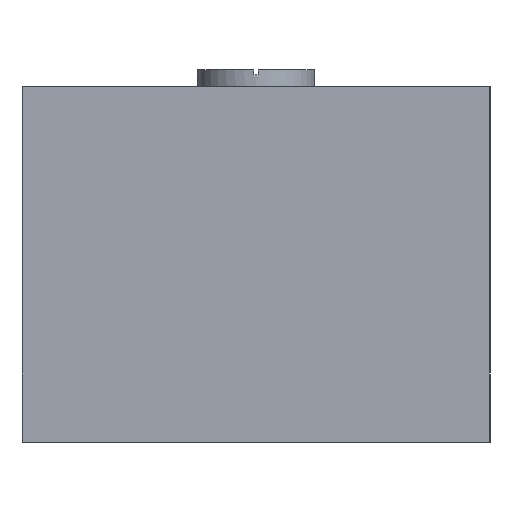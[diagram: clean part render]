
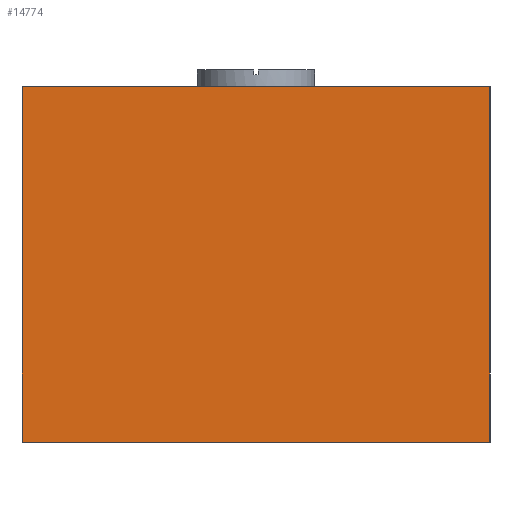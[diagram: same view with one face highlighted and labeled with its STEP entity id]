
A CAD part, left-side view. The second image highlights one B-rep face of the part: STEP entity #14774.
In plain terms, the highlighted planar face has unit normal (-1, 0, 0).
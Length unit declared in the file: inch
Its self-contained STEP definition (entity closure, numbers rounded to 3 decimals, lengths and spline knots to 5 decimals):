
#160 = CARTESIAN_POINT ( 'NONE',  ( -0.9, 0.5, 0.76 ) ) ;
#263 = ORIENTED_EDGE ( 'NONE', *, *, #7865, .T. ) ;
#287 = CARTESIAN_POINT ( 'NONE',  ( -0.9, -0.5, 0.76 ) ) ;
#965 = ORIENTED_EDGE ( 'NONE', *, *, #18012, .T. ) ;
#2209 = VERTEX_POINT ( 'NONE', #20168 ) ;
#2543 = VERTEX_POINT ( 'NONE', #160 ) ;
#2625 = LINE ( 'NONE', #18142, #17718 ) ;
#3403 = LINE ( 'NONE', #13374, #20342 ) ;
#3439 = CARTESIAN_POINT ( 'NONE',  ( -0.9, -0.5, 0.76 ) ) ;
#5129 = VECTOR ( 'NONE', #8075, 39.37008 ) ;
#5362 = VECTOR ( 'NONE', #15252, 39.37008 ) ;
#5667 = CARTESIAN_POINT ( 'NONE',  ( -0.9, -0.5, 0. ) ) ;
#5713 = AXIS2_PLACEMENT_3D ( 'NONE', #3439, #9056, #21006 ) ;
#6526 = VERTEX_POINT ( 'NONE', #20320 ) ;
#7284 = DIRECTION ( 'NONE',  ( 0., 0., -1. ) ) ;
#7451 = PLANE ( 'NONE',  #5713 ) ;
#7865 = EDGE_CURVE ( 'NONE', #6526, #2209, #20170, .T. ) ;
#8075 = DIRECTION ( 'NONE',  ( 0., -1., 0. ) ) ;
#9056 = DIRECTION ( 'NONE',  ( 1., 0., 0. ) ) ;
#9621 = FACE_OUTER_BOUND ( 'NONE', #21412, .T. ) ;
#13374 = CARTESIAN_POINT ( 'NONE',  ( -0.9, 0.5, 0.76 ) ) ;
#13781 = EDGE_CURVE ( 'NONE', #17848, #2209, #2625, .T. ) ;
#14774 = ADVANCED_FACE ( 'NONE', ( #9621 ), #7451, .F. ) ;
#15252 = DIRECTION ( 'NONE',  ( 0., -1., 0. ) ) ;
#17718 = VECTOR ( 'NONE', #18228, 39.37008 ) ;
#17848 = VERTEX_POINT ( 'NONE', #287 ) ;
#18012 = EDGE_CURVE ( 'NONE', #2543, #6526, #3403, .T. ) ;
#18142 = CARTESIAN_POINT ( 'NONE',  ( -0.9, -0.5, 0.76 ) ) ;
#18228 = DIRECTION ( 'NONE',  ( 0., 0., -1. ) ) ;
#18381 = LINE ( 'NONE', #19932, #5129 ) ;
#19932 = CARTESIAN_POINT ( 'NONE',  ( -0.9, -0.5, 0.76 ) ) ;
#20168 = CARTESIAN_POINT ( 'NONE',  ( -0.9, -0.5, 0. ) ) ;
#20170 = LINE ( 'NONE', #5667, #5362 ) ;
#20320 = CARTESIAN_POINT ( 'NONE',  ( -0.9, 0.5, 0. ) ) ;
#20342 = VECTOR ( 'NONE', #7284, 39.37008 ) ;
#20915 = ORIENTED_EDGE ( 'NONE', *, *, #22317, .F. ) ;
#21006 = DIRECTION ( 'NONE',  ( 0., 0., -1. ) ) ;
#21412 = EDGE_LOOP ( 'NONE', ( #263, #24880, #20915, #965 ) ) ;
#22317 = EDGE_CURVE ( 'NONE', #2543, #17848, #18381, .T. ) ;
#24880 = ORIENTED_EDGE ( 'NONE', *, *, #13781, .F. ) ;
